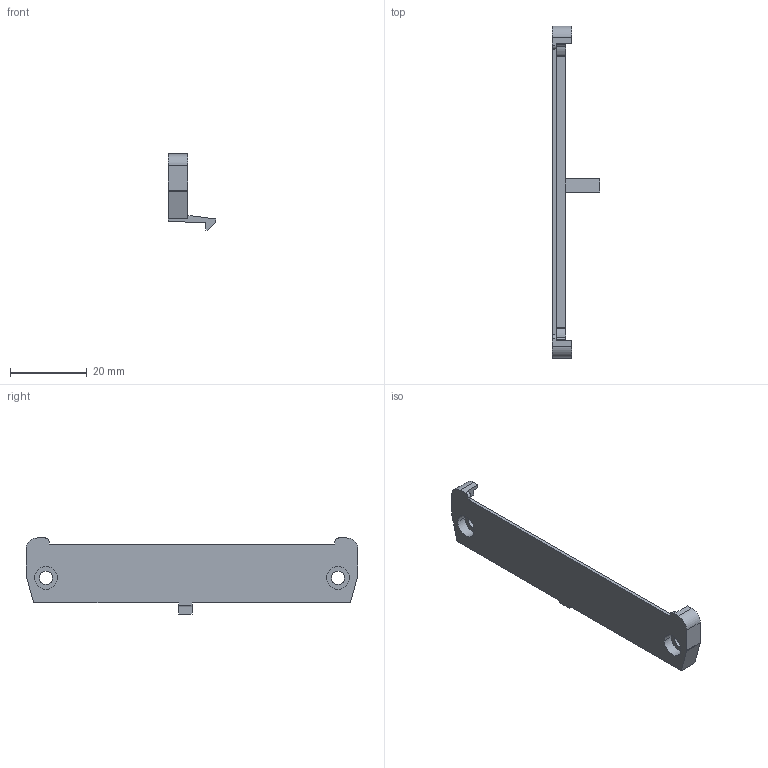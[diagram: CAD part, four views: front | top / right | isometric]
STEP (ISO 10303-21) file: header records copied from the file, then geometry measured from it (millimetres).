
FILE_DESCRIPTION(('CATIA V5 STEP Exchange','CAx-IF Rec.Pracs.--- Model Styling and Organization---1.4--- 2014-01-23'),'2;1');
FILE_NAME ('D1403520_1', '2020-01-13T14:12:34+00:00', ('none'), ('Weidmueller'), 'CATIA Version 5-6 Release 2016 SP3 HF44', 'CATIA V5 STEP AP214', 'none');
FILE_SCHEMA(('AUTOMOTIVE_DESIGN { 1 0 10303 214 1 1 1 1 }'));
Length unit declared in the file: millimetre
Products named in the file (1): 1961880000
Bounding box: 12.3 x 86.4 x 19.8 mm (x, y, z)
Volume: 3462.2 mm3; surface area: 3726.1 mm2
Topology: 1 solids, 1 shells, 68 faces, 208 edges, 144 vertices
Faces by surface type: plane 46, cylinder 22
Entity records: 2369 total; most frequent: CARTESIAN_POINT 451, ORIENTED_EDGE 416, DIRECTION 311, EDGE_CURVE 208, VECTOR 155, LINE 155, VERTEX_POINT 144, AXIS2_PLACEMENT_3D 101
